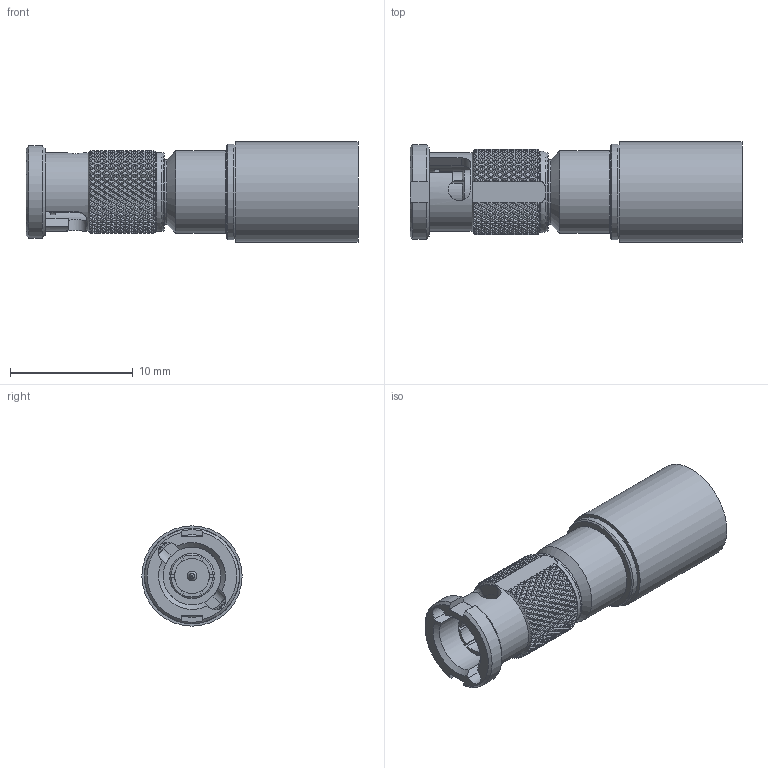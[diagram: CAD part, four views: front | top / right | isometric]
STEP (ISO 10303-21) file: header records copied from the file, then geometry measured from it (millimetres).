
FILE_DESCRIPTION (( 'STEP AP203' ), '1' );
FILE_NAME ('PE40002_3D.step', '2021-11-23T18:03:20', ( '' ), ( '' ), 'SwSTEP 2.0', 'SolidWorks 2021', '' );
FILE_SCHEMA (( 'CONFIG_CONTROL_DESIGN' ));
Length unit declared in the file: inch
Products named in the file (1): PE40002_3D
Bounding box: 27.06 x 8.18 x 8.18 mm (x, y, z)
Volume: 692.8 mm3; surface area: 1498.8 mm2
Topology: 3 solids, 3 shells, 3095 faces, 6562 edges, 3480 vertices
Faces by surface type: bspline 2340, cylinder 647, plane 71, cone 36, torus 1
Full cylindrical faces by diameter (mm): 0.376 x1, 0.4 x1, 0.526 x1, 0.607 x1, 0.635 x1, 0.762 x1, 0.784 x2, 0.799 x1, 1.038 x1, 1.335 x1, 2.86 x1, 3.581 x1, 4.699 x1, 4.716 x1, 5.29 x1, 5.731 x1, 5.858 x1, 6.412 x1, 6.429 x1, 6.736 x1, 7.163 x1, 7.776 x1, 8.179 x1
Entity records: 133695 total; most frequent: CARTESIAN_POINT 93979, ORIENTED_EDGE 13026, EDGE_CURVE 6513, VERTEX_POINT 3471, EDGE_LOOP 3148, FACE_OUTER_BOUND 3119, ADVANCED_FACE 3094, B_SPLINE_CURVE_WITH_KNOTS 2648
